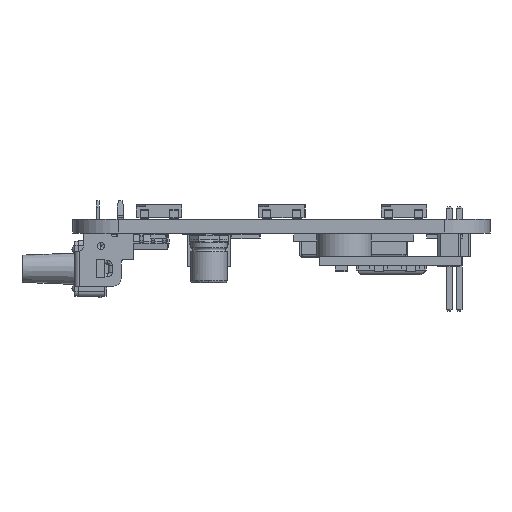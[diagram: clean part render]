
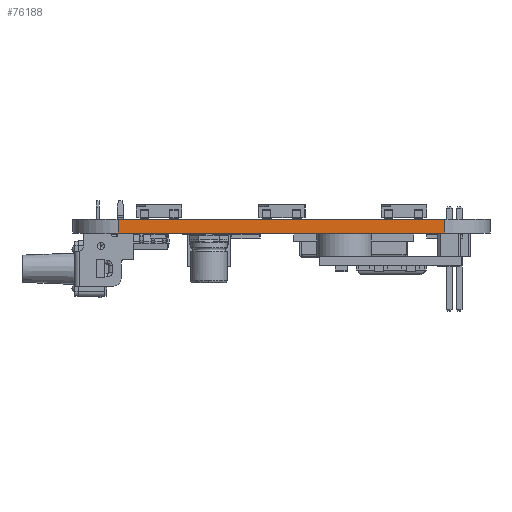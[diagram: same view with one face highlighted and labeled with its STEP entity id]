
A CAD part, left-side view. The second image highlights one B-rep face of the part: STEP entity #76188.
In plain terms, the highlighted planar face has unit normal (-1, 0, 0).
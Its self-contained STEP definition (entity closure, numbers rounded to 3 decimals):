
#75331 = VERTEX_POINT('',#75332);
#75332 = CARTESIAN_POINT('',(123.5,-67.,0.));
#75339 = EDGE_CURVE('',#75340,#75331,#75342,.T.);
#75340 = VERTEX_POINT('',#75341);
#75341 = CARTESIAN_POINT('',(123.5,-103.,0.));
#75342 = LINE('',#75343,#75344);
#75343 = CARTESIAN_POINT('',(123.5,-103.,0.));
#75344 = VECTOR('',#75345,1.);
#75345 = DIRECTION('',(0.,1.,0.));
#75746 = VERTEX_POINT('',#75747);
#75747 = CARTESIAN_POINT('',(123.5,-67.,1.51));
#75754 = EDGE_CURVE('',#75755,#75746,#75757,.T.);
#75755 = VERTEX_POINT('',#75756);
#75756 = CARTESIAN_POINT('',(123.5,-103.,1.51));
#75757 = LINE('',#75758,#75759);
#75758 = CARTESIAN_POINT('',(123.5,-103.,1.51));
#75759 = VECTOR('',#75760,1.);
#75760 = DIRECTION('',(0.,1.,0.));
#76158 = EDGE_CURVE('',#75331,#75746,#76159,.T.);
#76159 = LINE('',#76160,#76161);
#76160 = CARTESIAN_POINT('',(123.5,-67.,0.));
#76161 = VECTOR('',#76162,1.);
#76162 = DIRECTION('',(0.,0.,1.));
#76188 = ADVANCED_FACE('',(#76189),#76200,.T.);
#76189 = FACE_BOUND('',#76190,.T.);
#76190 = EDGE_LOOP('',(#76191,#76197,#76198,#76199));
#76191 = ORIENTED_EDGE('',*,*,#76192,.T.);
#76192 = EDGE_CURVE('',#75340,#75755,#76193,.T.);
#76193 = LINE('',#76194,#76195);
#76194 = CARTESIAN_POINT('',(123.5,-103.,0.));
#76195 = VECTOR('',#76196,1.);
#76196 = DIRECTION('',(0.,0.,1.));
#76197 = ORIENTED_EDGE('',*,*,#75754,.T.);
#76198 = ORIENTED_EDGE('',*,*,#76158,.F.);
#76199 = ORIENTED_EDGE('',*,*,#75339,.F.);
#76200 = PLANE('',#76201);
#76201 = AXIS2_PLACEMENT_3D('',#76202,#76203,#76204);
#76202 = CARTESIAN_POINT('',(123.5,-103.,0.));
#76203 = DIRECTION('',(-1.,0.,0.));
#76204 = DIRECTION('',(0.,1.,0.));
